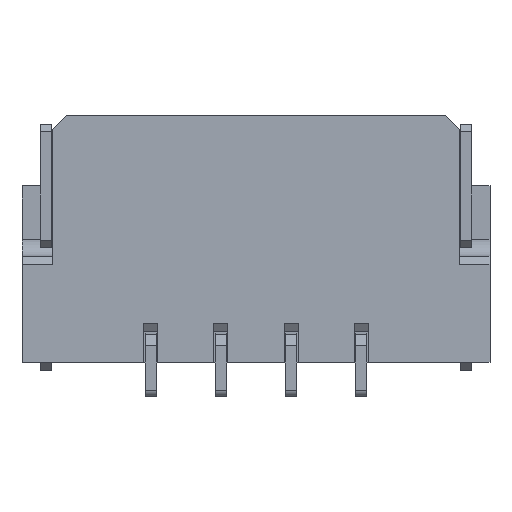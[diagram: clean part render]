
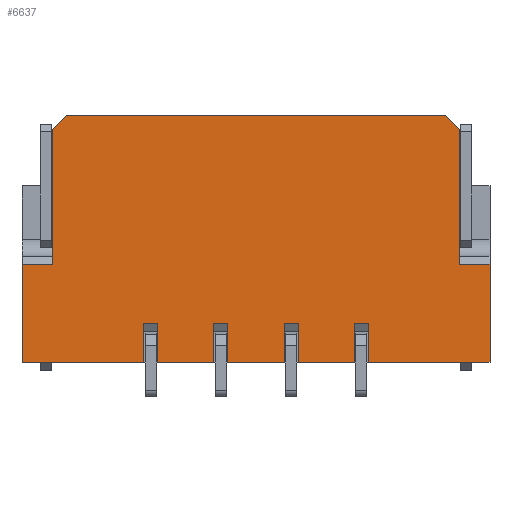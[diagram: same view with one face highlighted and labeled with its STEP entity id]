
A CAD part, front view. The second image highlights one B-rep face of the part: STEP entity #6637.
In plain terms, the highlighted planar face has unit normal (0, -1, 0).
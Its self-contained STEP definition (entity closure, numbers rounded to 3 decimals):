
#133=FACE_OUTER_BOUND('',#475,.T.);
#475=EDGE_LOOP('',(#4372,#4373,#4374,#4375,#4376,#4377,#4378,#4379,#4380,
#4381,#4382,#4383,#4384,#4385,#4386,#4387,#4388,#4389,#4390,#4391,#4392,
#4393,#4394,#4395,#4396,#4397));
#814=LINE('',#9181,#1738);
#834=LINE('',#9221,#1758);
#838=LINE('',#9229,#1762);
#842=LINE('',#9237,#1766);
#846=LINE('',#9245,#1770);
#852=LINE('',#9256,#1776);
#861=LINE('',#9277,#1785);
#862=LINE('',#9278,#1786);
#863=LINE('',#9280,#1787);
#864=LINE('',#9282,#1788);
#865=LINE('',#9283,#1789);
#866=LINE('',#9285,#1790);
#867=LINE('',#9287,#1791);
#868=LINE('',#9288,#1792);
#869=LINE('',#9290,#1793);
#870=LINE('',#9292,#1794);
#871=LINE('',#9293,#1795);
#872=LINE('',#9295,#1796);
#873=LINE('',#9297,#1797);
#874=LINE('',#9299,#1798);
#875=LINE('',#9301,#1799);
#876=LINE('',#9303,#1800);
#877=LINE('',#9305,#1801);
#878=LINE('',#9307,#1802);
#879=LINE('',#9309,#1803);
#880=LINE('',#9310,#1804);
#1738=VECTOR('',#7414,2.175);
#1758=VECTOR('',#7434,2.175);
#1762=VECTOR('',#7438,1.);
#1766=VECTOR('',#7442,1.);
#1770=VECTOR('',#7446,1.);
#1776=VECTOR('',#7454,0.7);
#1785=VECTOR('',#7469,0.25);
#1786=VECTOR('',#7470,0.7);
#1787=VECTOR('',#7471,0.7);
#1788=VECTOR('',#7472,0.25);
#1789=VECTOR('',#7473,0.7);
#1790=VECTOR('',#7474,0.7);
#1791=VECTOR('',#7475,0.25);
#1792=VECTOR('',#7476,0.7);
#1793=VECTOR('',#7477,0.7);
#1794=VECTOR('',#7478,0.25);
#1795=VECTOR('',#7479,0.7);
#1796=VECTOR('',#7480,1.75);
#1797=VECTOR('',#7481,0.55);
#1798=VECTOR('',#7482,2.4);
#1799=VECTOR('',#7483,0.354);
#1800=VECTOR('',#7484,6.75);
#1801=VECTOR('',#7485,0.354);
#1802=VECTOR('',#7486,2.4);
#1803=VECTOR('',#7487,0.55);
#1804=VECTOR('',#7488,1.75);
#2661=VERTEX_POINT('',#9177);
#2663=VERTEX_POINT('',#9180);
#2682=VERTEX_POINT('',#9218);
#2683=VERTEX_POINT('',#9220);
#2686=VERTEX_POINT('',#9226);
#2687=VERTEX_POINT('',#9228);
#2690=VERTEX_POINT('',#9234);
#2691=VERTEX_POINT('',#9236);
#2694=VERTEX_POINT('',#9242);
#2695=VERTEX_POINT('',#9244);
#2699=VERTEX_POINT('',#9254);
#2708=VERTEX_POINT('',#9276);
#2709=VERTEX_POINT('',#9279);
#2710=VERTEX_POINT('',#9281);
#2711=VERTEX_POINT('',#9284);
#2712=VERTEX_POINT('',#9286);
#2713=VERTEX_POINT('',#9289);
#2714=VERTEX_POINT('',#9291);
#2715=VERTEX_POINT('',#9294);
#2716=VERTEX_POINT('',#9296);
#2717=VERTEX_POINT('',#9298);
#2718=VERTEX_POINT('',#9300);
#2719=VERTEX_POINT('',#9302);
#2720=VERTEX_POINT('',#9304);
#2721=VERTEX_POINT('',#9306);
#2722=VERTEX_POINT('',#9308);
#3322=EDGE_CURVE('',#2663,#2661,#814,.T.);
#3342=EDGE_CURVE('',#2683,#2682,#834,.T.);
#3346=EDGE_CURVE('',#2687,#2686,#838,.T.);
#3350=EDGE_CURVE('',#2691,#2690,#842,.T.);
#3354=EDGE_CURVE('',#2695,#2694,#846,.T.);
#3360=EDGE_CURVE('',#2661,#2699,#852,.T.);
#3369=EDGE_CURVE('',#2699,#2708,#861,.T.);
#3370=EDGE_CURVE('',#2695,#2708,#862,.T.);
#3371=EDGE_CURVE('',#2694,#2709,#863,.T.);
#3372=EDGE_CURVE('',#2709,#2710,#864,.T.);
#3373=EDGE_CURVE('',#2691,#2710,#865,.T.);
#3374=EDGE_CURVE('',#2690,#2711,#866,.T.);
#3375=EDGE_CURVE('',#2711,#2712,#867,.T.);
#3376=EDGE_CURVE('',#2687,#2712,#868,.T.);
#3377=EDGE_CURVE('',#2686,#2713,#869,.T.);
#3378=EDGE_CURVE('',#2713,#2714,#870,.T.);
#3379=EDGE_CURVE('',#2683,#2714,#871,.T.);
#3380=EDGE_CURVE('',#2682,#2715,#872,.T.);
#3381=EDGE_CURVE('',#2715,#2716,#873,.T.);
#3382=EDGE_CURVE('',#2717,#2716,#874,.T.);
#3383=EDGE_CURVE('',#2717,#2718,#875,.T.);
#3384=EDGE_CURVE('',#2719,#2718,#876,.T.);
#3385=EDGE_CURVE('',#2719,#2720,#877,.T.);
#3386=EDGE_CURVE('',#2720,#2721,#878,.T.);
#3387=EDGE_CURVE('',#2722,#2721,#879,.T.);
#3388=EDGE_CURVE('',#2663,#2722,#880,.T.);
#4372=ORIENTED_EDGE('',*,*,#3360,.T.);
#4373=ORIENTED_EDGE('',*,*,#3369,.T.);
#4374=ORIENTED_EDGE('',*,*,#3370,.F.);
#4375=ORIENTED_EDGE('',*,*,#3354,.T.);
#4376=ORIENTED_EDGE('',*,*,#3371,.T.);
#4377=ORIENTED_EDGE('',*,*,#3372,.T.);
#4378=ORIENTED_EDGE('',*,*,#3373,.F.);
#4379=ORIENTED_EDGE('',*,*,#3350,.T.);
#4380=ORIENTED_EDGE('',*,*,#3374,.T.);
#4381=ORIENTED_EDGE('',*,*,#3375,.T.);
#4382=ORIENTED_EDGE('',*,*,#3376,.F.);
#4383=ORIENTED_EDGE('',*,*,#3346,.T.);
#4384=ORIENTED_EDGE('',*,*,#3377,.T.);
#4385=ORIENTED_EDGE('',*,*,#3378,.T.);
#4386=ORIENTED_EDGE('',*,*,#3379,.F.);
#4387=ORIENTED_EDGE('',*,*,#3342,.T.);
#4388=ORIENTED_EDGE('',*,*,#3380,.T.);
#4389=ORIENTED_EDGE('',*,*,#3381,.T.);
#4390=ORIENTED_EDGE('',*,*,#3382,.F.);
#4391=ORIENTED_EDGE('',*,*,#3383,.T.);
#4392=ORIENTED_EDGE('',*,*,#3384,.F.);
#4393=ORIENTED_EDGE('',*,*,#3385,.T.);
#4394=ORIENTED_EDGE('',*,*,#3386,.T.);
#4395=ORIENTED_EDGE('',*,*,#3387,.F.);
#4396=ORIENTED_EDGE('',*,*,#3388,.F.);
#4397=ORIENTED_EDGE('',*,*,#3322,.T.);
#6331=PLANE('',#6993);
#6637=ADVANCED_FACE('',(#133),#6331,.T.);
#6993=AXIS2_PLACEMENT_3D('',#9275,#7467,#7468);
#7414=DIRECTION('',(1.,0.,0.));
#7434=DIRECTION('',(1.,0.,0.));
#7438=DIRECTION('',(1.,0.,0.));
#7442=DIRECTION('',(1.,0.,0.));
#7446=DIRECTION('',(1.,0.,0.));
#7454=DIRECTION('',(0.,0.,1.));
#7467=DIRECTION('center_axis',(0.,-1.,0.));
#7468=DIRECTION('ref_axis',(1.,0.,0.));
#7469=DIRECTION('',(1.,0.,0.));
#7470=DIRECTION('',(0.,0.,1.));
#7471=DIRECTION('',(0.,0.,1.));
#7472=DIRECTION('',(1.,0.,0.));
#7473=DIRECTION('',(0.,0.,1.));
#7474=DIRECTION('',(0.,0.,1.));
#7475=DIRECTION('',(1.,0.,0.));
#7476=DIRECTION('',(0.,0.,1.));
#7477=DIRECTION('',(0.,0.,1.));
#7478=DIRECTION('',(1.,0.,0.));
#7479=DIRECTION('',(0.,0.,1.));
#7480=DIRECTION('',(0.,0.,1.));
#7481=DIRECTION('',(-1.,0.,0.));
#7482=DIRECTION('',(0.,0.,-1.));
#7483=DIRECTION('',(-0.707,0.,0.707));
#7484=DIRECTION('',(1.,0.,0.));
#7485=DIRECTION('',(-0.707,0.,-0.707));
#7486=DIRECTION('',(0.,0.,-1.));
#7487=DIRECTION('',(1.,0.,0.));
#7488=DIRECTION('',(0.,0.,1.));
#9177=CARTESIAN_POINT('',(-2.,-2.725,-2.2));
#9180=CARTESIAN_POINT('',(-4.175,-2.725,-2.2));
#9181=CARTESIAN_POINT('',(-4.175,-2.725,-2.2));
#9218=CARTESIAN_POINT('',(4.175,-2.725,-2.2));
#9220=CARTESIAN_POINT('',(2.,-2.725,-2.2));
#9221=CARTESIAN_POINT('',(2.,-2.725,-2.2));
#9226=CARTESIAN_POINT('',(1.75,-2.725,-2.2));
#9228=CARTESIAN_POINT('',(0.75,-2.725,-2.2));
#9229=CARTESIAN_POINT('',(0.75,-2.725,-2.2));
#9234=CARTESIAN_POINT('',(0.5,-2.725,-2.2));
#9236=CARTESIAN_POINT('',(-0.5,-2.725,-2.2));
#9237=CARTESIAN_POINT('',(-0.5,-2.725,-2.2));
#9242=CARTESIAN_POINT('',(-0.75,-2.725,-2.2));
#9244=CARTESIAN_POINT('',(-1.75,-2.725,-2.2));
#9245=CARTESIAN_POINT('',(-1.75,-2.725,-2.2));
#9254=CARTESIAN_POINT('',(-2.,-2.725,-1.5));
#9256=CARTESIAN_POINT('',(-2.,-2.725,-2.2));
#9275=CARTESIAN_POINT('Origin',(-4.175,-2.725,-2.2));
#9276=CARTESIAN_POINT('',(-1.75,-2.725,-1.5));
#9277=CARTESIAN_POINT('',(-2.,-2.725,-1.5));
#9278=CARTESIAN_POINT('',(-1.75,-2.725,-2.2));
#9279=CARTESIAN_POINT('',(-0.75,-2.725,-1.5));
#9280=CARTESIAN_POINT('',(-0.75,-2.725,-2.2));
#9281=CARTESIAN_POINT('',(-0.5,-2.725,-1.5));
#9282=CARTESIAN_POINT('',(-0.75,-2.725,-1.5));
#9283=CARTESIAN_POINT('',(-0.5,-2.725,-2.2));
#9284=CARTESIAN_POINT('',(0.5,-2.725,-1.5));
#9285=CARTESIAN_POINT('',(0.5,-2.725,-2.2));
#9286=CARTESIAN_POINT('',(0.75,-2.725,-1.5));
#9287=CARTESIAN_POINT('',(0.5,-2.725,-1.5));
#9288=CARTESIAN_POINT('',(0.75,-2.725,-2.2));
#9289=CARTESIAN_POINT('',(1.75,-2.725,-1.5));
#9290=CARTESIAN_POINT('',(1.75,-2.725,-2.2));
#9291=CARTESIAN_POINT('',(2.,-2.725,-1.5));
#9292=CARTESIAN_POINT('',(1.75,-2.725,-1.5));
#9293=CARTESIAN_POINT('',(2.,-2.725,-2.2));
#9294=CARTESIAN_POINT('',(4.175,-2.725,-0.45));
#9295=CARTESIAN_POINT('',(4.175,-2.725,-2.2));
#9296=CARTESIAN_POINT('',(3.625,-2.725,-0.45));
#9297=CARTESIAN_POINT('',(4.175,-2.725,-0.45));
#9298=CARTESIAN_POINT('',(3.625,-2.725,1.95));
#9299=CARTESIAN_POINT('',(3.625,-2.725,1.95));
#9300=CARTESIAN_POINT('',(3.375,-2.725,2.2));
#9301=CARTESIAN_POINT('',(3.625,-2.725,1.95));
#9302=CARTESIAN_POINT('',(-3.375,-2.725,2.2));
#9303=CARTESIAN_POINT('',(-3.375,-2.725,2.2));
#9304=CARTESIAN_POINT('',(-3.625,-2.725,1.95));
#9305=CARTESIAN_POINT('',(-3.375,-2.725,2.2));
#9306=CARTESIAN_POINT('',(-3.625,-2.725,-0.45));
#9307=CARTESIAN_POINT('',(-3.625,-2.725,1.95));
#9308=CARTESIAN_POINT('',(-4.175,-2.725,-0.45));
#9309=CARTESIAN_POINT('',(-4.175,-2.725,-0.45));
#9310=CARTESIAN_POINT('',(-4.175,-2.725,-2.2));
